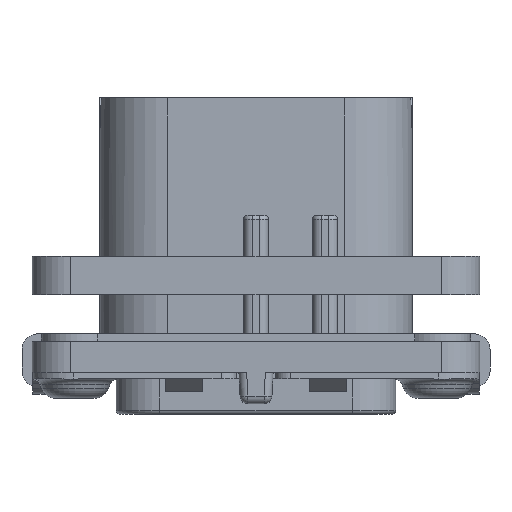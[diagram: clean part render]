
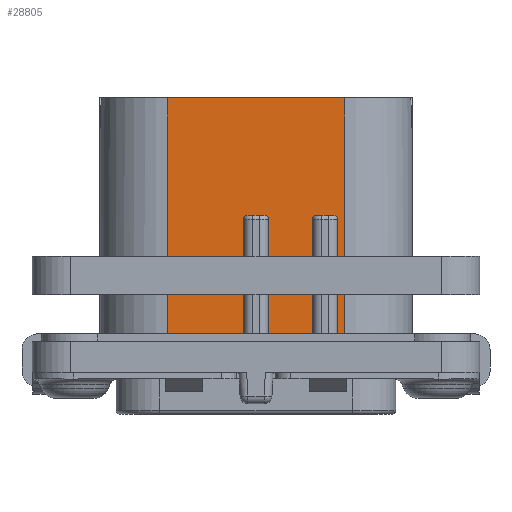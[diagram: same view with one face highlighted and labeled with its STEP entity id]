
A CAD part, front view. The second image highlights one B-rep face of the part: STEP entity #28805.
In plain terms, the highlighted planar face has unit normal (0, -1, 0).
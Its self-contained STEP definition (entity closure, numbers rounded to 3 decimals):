
#1176=DIRECTION('',(1.,0.,0.));
#1177=VECTOR('',#1176,11.4);
#1178=CARTESIAN_POINT('',(-5.7,-9.,17.67));
#1179=LINE('',#1178,#1177);
#5105=DIRECTION('',(1.,0.,0.));
#5106=VECTOR('',#5105,4.9);
#5107=CARTESIAN_POINT('',(-5.7,-9.,2.));
#5108=LINE('',#5107,#5106);
#5198=CARTESIAN_POINT('',(3.9,-9.,9.87));
#5199=DIRECTION('',(0.,1.,0.));
#5200=DIRECTION('',(-1.,0.,0.));
#5201=AXIS2_PLACEMENT_3D('',#5198,#5199,#5200);
#5233=DIRECTION('',(1.,0.,0.));
#5234=VECTOR('',#5233,2.85);
#5235=CARTESIAN_POINT('',(0.8,-9.,2.));
#5236=LINE('',#5235,#5234);
#5279=CARTESIAN_POINT('',(0.55,-9.,9.87));
#5280=DIRECTION('',(0.,1.,0.));
#5281=DIRECTION('',(0.,0.,1.));
#5282=AXIS2_PLACEMENT_3D('',#5279,#5280,#5281);
#5292=DIRECTION('',(0.,0.,1.));
#5293=VECTOR('',#5292,7.87);
#5294=CARTESIAN_POINT('',(5.25,-9.,2.));
#5295=LINE('',#5294,#5293);
#5296=DIRECTION('',(1.,0.,0.));
#5297=VECTOR('',#5296,1.1);
#5298=CARTESIAN_POINT('',(3.9,-9.,10.12));
#5299=LINE('',#5298,#5297);
#5300=DIRECTION('',(0.,0.,1.));
#5301=VECTOR('',#5300,7.87);
#5302=CARTESIAN_POINT('',(3.65,-9.,2.));
#5303=LINE('',#5302,#5301);
#5304=DIRECTION('',(0.,0.,1.));
#5305=VECTOR('',#5304,7.87);
#5306=CARTESIAN_POINT('',(0.8,-9.,2.));
#5307=LINE('',#5306,#5305);
#5308=DIRECTION('',(1.,0.,0.));
#5309=VECTOR('',#5308,1.1);
#5310=CARTESIAN_POINT('',(-0.55,-9.,10.12));
#5311=LINE('',#5310,#5309);
#5312=DIRECTION('',(0.,0.,1.));
#5313=VECTOR('',#5312,7.87);
#5314=CARTESIAN_POINT('',(-0.8,-9.,2.));
#5315=LINE('',#5314,#5313);
#5316=DIRECTION('',(0.,0.,-1.));
#5317=VECTOR('',#5316,15.67);
#5318=CARTESIAN_POINT('',(-5.7,-9.,17.67));
#5319=LINE('',#5318,#5317);
#5320=DIRECTION('',(0.,0.,-1.));
#5321=VECTOR('',#5320,15.67);
#5322=CARTESIAN_POINT('',(5.7,-9.,17.67));
#5323=LINE('',#5322,#5321);
#5337=CARTESIAN_POINT('',(5.,-9.,9.87));
#5338=DIRECTION('',(0.,1.,0.));
#5339=DIRECTION('',(0.,0.,1.));
#5340=AXIS2_PLACEMENT_3D('',#5337,#5338,#5339);
#5383=DIRECTION('',(1.,0.,0.));
#5384=VECTOR('',#5383,0.45);
#5385=CARTESIAN_POINT('',(5.25,-9.,2.));
#5386=LINE('',#5385,#5384);
#11319=CARTESIAN_POINT('',(-0.55,-9.,9.87));
#11320=DIRECTION('',(0.,1.,0.));
#11321=DIRECTION('',(-1.,0.,0.));
#11322=AXIS2_PLACEMENT_3D('',#11319,#11320,#11321);
#18291=CARTESIAN_POINT('',(-5.7,-9.,17.67));
#18292=CARTESIAN_POINT('',(-5.7,-9.,2.));
#18293=VERTEX_POINT('',#18291);
#18294=VERTEX_POINT('',#18292);
#18295=CARTESIAN_POINT('',(5.7,-9.,17.67));
#18296=CARTESIAN_POINT('',(5.7,-9.,2.));
#18297=VERTEX_POINT('',#18295);
#18298=VERTEX_POINT('',#18296);
#18445=CARTESIAN_POINT('',(-0.8,-9.,2.));
#18446=VERTEX_POINT('',#18445);
#18447=CARTESIAN_POINT('',(0.8,-9.,2.));
#18448=CARTESIAN_POINT('',(3.65,-9.,2.));
#18449=VERTEX_POINT('',#18447);
#18450=VERTEX_POINT('',#18448);
#18451=CARTESIAN_POINT('',(5.25,-9.,2.));
#18452=VERTEX_POINT('',#18451);
#20902=CARTESIAN_POINT('',(0.8,-9.,9.87));
#20904=VERTEX_POINT('',#20902);
#20906=CARTESIAN_POINT('',(0.55,-9.,10.12));
#20908=VERTEX_POINT('',#20906);
#20929=CARTESIAN_POINT('',(-0.55,-9.,10.12));
#20930=VERTEX_POINT('',#20929);
#20931=CARTESIAN_POINT('',(-0.8,-9.,9.87));
#20932=VERTEX_POINT('',#20931);
#20934=CARTESIAN_POINT('',(5.25,-9.,9.87));
#20936=VERTEX_POINT('',#20934);
#20938=CARTESIAN_POINT('',(5.,-9.,10.12));
#20940=VERTEX_POINT('',#20938);
#20941=CARTESIAN_POINT('',(3.9,-9.,10.12));
#20943=VERTEX_POINT('',#20941);
#20945=CARTESIAN_POINT('',(3.65,-9.,9.87));
#20947=VERTEX_POINT('',#20945);
#28777=CARTESIAN_POINT('',(-10.05,-9.,2.));
#28778=DIRECTION('',(0.,-1.,0.));
#28779=DIRECTION('',(1.,0.,0.));
#28780=AXIS2_PLACEMENT_3D('',#28777,#28778,#28779);
#28781=PLANE('',#28780);
#28783=ORIENTED_EDGE('',*,*,#28782,.T.);
#28785=ORIENTED_EDGE('',*,*,#28784,.F.);
#28786=ORIENTED_EDGE('',*,*,#28620,.F.);
#28787=ORIENTED_EDGE('',*,*,#28652,.F.);
#28788=ORIENTED_EDGE('',*,*,#28667,.F.);
#28789=ORIENTED_EDGE('',*,*,#28697,.F.);
#28790=ORIENTED_EDGE('',*,*,#28770,.T.);
#28791=ORIENTED_EDGE('',*,*,#28759,.F.);
#28792=ORIENTED_EDGE('',*,*,#28745,.F.);
#28794=ORIENTED_EDGE('',*,*,#28793,.F.);
#28796=ORIENTED_EDGE('',*,*,#28795,.F.);
#28797=ORIENTED_EDGE('',*,*,#28508,.F.);
#28798=ORIENTED_EDGE('',*,*,#22957,.F.);
#28799=ORIENTED_EDGE('',*,*,#23142,.T.);
#28800=ORIENTED_EDGE('',*,*,#23400,.T.);
#28802=ORIENTED_EDGE('',*,*,#28801,.F.);
#28803=EDGE_LOOP('',(#28783,#28785,#28786,#28787,#28788,#28789,#28790,#28791,
#28792,#28794,#28796,#28797,#28798,#28799,#28800,#28802));
#28804=FACE_OUTER_BOUND('',#28803,.F.);
#28805=ADVANCED_FACE('',(#28804),#28781,.T.);
#5202=CIRCLE('',#5201,0.25);
#5283=CIRCLE('',#5282,0.25);
#5341=CIRCLE('',#5340,0.25);
#11323=CIRCLE('',#11322,0.25);
#22957=EDGE_CURVE('',#18293,#18294,#5319,.T.);
#23142=EDGE_CURVE('',#18293,#18297,#1179,.T.);
#23400=EDGE_CURVE('',#18297,#18298,#5323,.T.);
#28508=EDGE_CURVE('',#18294,#18446,#5108,.T.);
#28620=EDGE_CURVE('',#20943,#20940,#5299,.T.);
#28652=EDGE_CURVE('',#20947,#20943,#5202,.T.);
#28667=EDGE_CURVE('',#18450,#20947,#5303,.T.);
#28697=EDGE_CURVE('',#18449,#18450,#5236,.T.);
#28745=EDGE_CURVE('',#20930,#20908,#5311,.T.);
#28759=EDGE_CURVE('',#20908,#20904,#5283,.T.);
#28770=EDGE_CURVE('',#18449,#20904,#5307,.T.);
#28782=EDGE_CURVE('',#18452,#20936,#5295,.T.);
#28784=EDGE_CURVE('',#20940,#20936,#5341,.T.);
#28793=EDGE_CURVE('',#20932,#20930,#11323,.T.);
#28795=EDGE_CURVE('',#18446,#20932,#5315,.T.);
#28801=EDGE_CURVE('',#18452,#18298,#5386,.T.);
